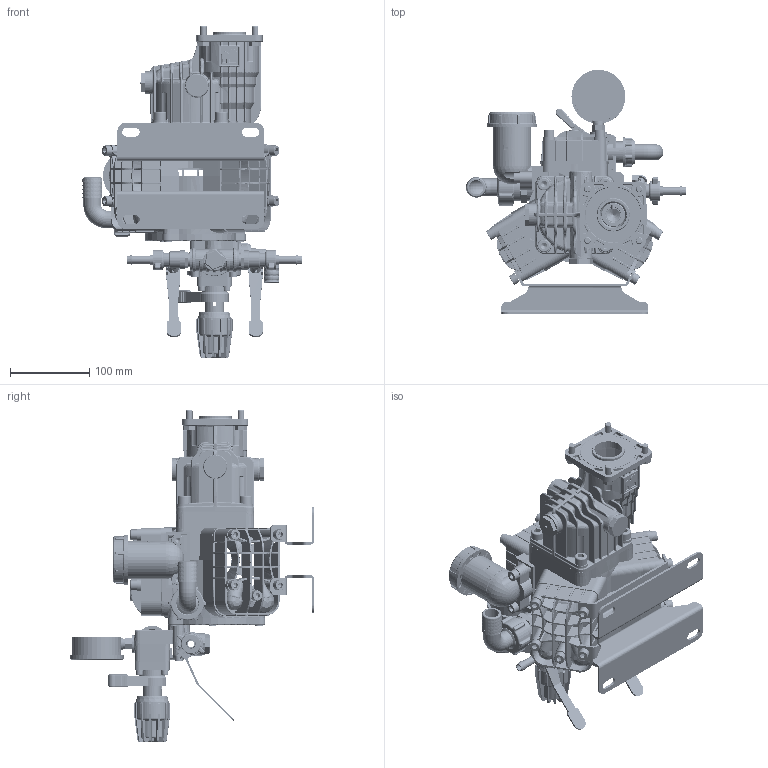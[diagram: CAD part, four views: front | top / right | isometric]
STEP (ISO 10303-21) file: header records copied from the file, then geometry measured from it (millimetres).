
FILE_DESCRIPTION (( 'STEP AP214' ), '1' );
FILE_NAME ('9915-D303GRGI.STEP', '2021-12-03T14:18:49', ( '' ), ( '' ), 'SwSTEP 2.0', 'SolidWorks 2017', '' );
FILE_SCHEMA (( 'AUTOMOTIVE_DESIGN' ));
Products named in the file (2): 9915-D303GRGI
Bounding box: 277.5 x 308.51 x 418.69 mm (x, y, z)
Surface area: 664490.5 mm2 (no closed solid volume)
Topology: 0 solids, 5533 shells, 7230 faces, 31995 edges, 29969 vertices
Faces by surface type: cylinder 2358, bspline 1864, plane 1774, torus 534, cone 453, sphere 247
Entity records: 576524 total; most frequent: CARTESIAN_POINT 349897, DIRECTION 39561, ORIENTED_EDGE 35421, EDGE_CURVE 31722, VERTEX_POINT 29957, AXIS2_PLACEMENT_3D 14354, B_SPLINE_CURVE_WITH_KNOTS 11602, VECTOR 10853
